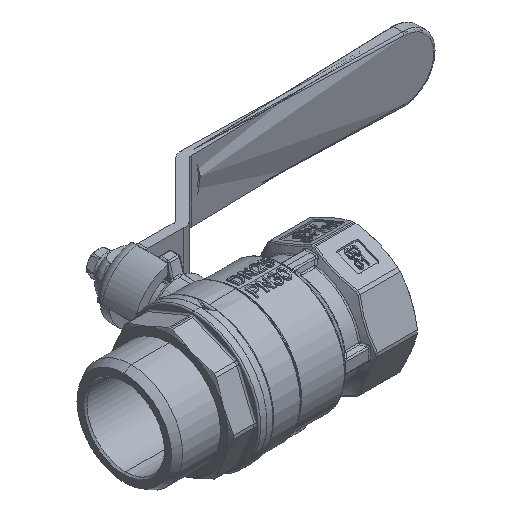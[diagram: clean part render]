
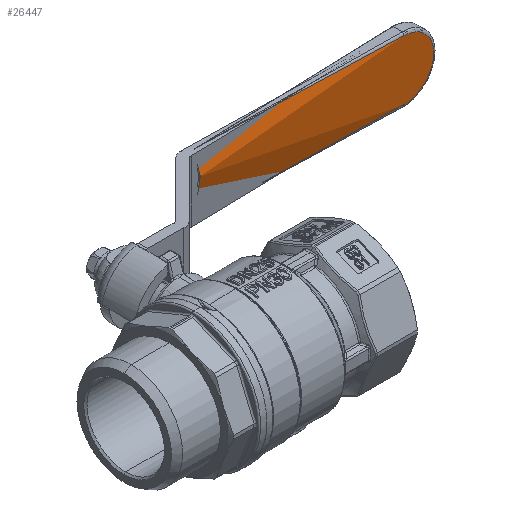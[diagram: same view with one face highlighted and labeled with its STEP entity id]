
A CAD part, isometric view. The second image highlights one B-rep face of the part: STEP entity #26447.
In plain terms, the highlighted planar face has unit normal (0, -1, 0).
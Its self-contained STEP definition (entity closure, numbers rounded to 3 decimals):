
#841 = B_SPLINE_CURVE_WITH_KNOTS ( 'NONE', 3,
 ( #9312, #36936, #19989, #44164, #37374, #16720, #43572, #2168, #26377, #5679, #29867, #9914, #6726, #17010, #24242, #13392, #40814, #30597, #31196, #6575, #3377, #30894, #34062, #27262, #20601, #17309, #20443, #27566, #10062, #6878, #30745, #3060, #17164, #37518 ),
 .UNSPECIFIED., .F., .F.,
 ( 4, 2, 2, 2, 2, 2, 2, 2, 2, 2, 2, 2, 2, 2, 2, 2, 4 ),
 ( 0., 0.063, 0.125, 0.188, 0.25, 0.313, 0.375, 0.438, 0.5, 0.563, 0.625, 0.688, 0.75, 0.813, 0.875, 0.938, 1. ),
 .UNSPECIFIED. ) ;
#2168 = CARTESIAN_POINT ( 'NONE',  ( 108.878, 54.8, -7.659 ) ) ;
#2251 = EDGE_CURVE ( 'NONE', #30652, #34554, #12819, .T. ) ;
#3060 = CARTESIAN_POINT ( 'NONE',  ( 104.259, 54.8, 9.572 ) ) ;
#3377 = CARTESIAN_POINT ( 'NONE',  ( 112.143, 54.8, 3.103 ) ) ;
#4017 = ORIENTED_EDGE ( 'NONE', *, *, #43831, .T. ) ;
#4682 = CARTESIAN_POINT ( 'NONE',  ( 103., 54.8, -9.634 ) ) ;
#5521 = VERTEX_POINT ( 'NONE', #41073 ) ;
#5679 = CARTESIAN_POINT ( 'NONE',  ( 110.259, 54.8, -6.365 ) ) ;
#6575 = CARTESIAN_POINT ( 'NONE',  ( 112.326, 54.8, 2.5 ) ) ;
#6726 = CARTESIAN_POINT ( 'NONE',  ( 111.659, 54.8, -4.271 ) ) ;
#6878 = CARTESIAN_POINT ( 'NONE',  ( 106.103, 54.8, 9.143 ) ) ;
#9312 = CARTESIAN_POINT ( 'NONE',  ( 103., 54.8, -9.634 ) ) ;
#9914 = CARTESIAN_POINT ( 'NONE',  ( 111.362, 54.8, -4.827 ) ) ;
#10062 = CARTESIAN_POINT ( 'NONE',  ( 107.271, 54.8, 8.659 ) ) ;
#11663 = CARTESIAN_POINT ( 'NONE',  ( 81.111, 54.8, -9.634 ) ) ;
#12819 = B_SPLINE_CURVE_WITH_KNOTS ( 'NONE', 3,
 ( #42425, #35506, #11663, #4682 ),
 .UNSPECIFIED., .F., .F.,
 ( 4, 4 ),
 ( 0., 1. ),
 .UNSPECIFIED. ) ;
#13392 = CARTESIAN_POINT ( 'NONE',  ( 112.572, 54.8, -1.259 ) ) ;
#14915 = CARTESIAN_POINT ( 'NONE',  ( 37.334, 54.8, 9.634 ) ) ;
#15229 = CARTESIAN_POINT ( 'NONE',  ( 103., 54.8, -9.634 ) ) ;
#15535 = PLANE ( 'NONE',  #15915 ) ;
#15915 = AXIS2_PLACEMENT_3D ( 'NONE', #43115, #22288, #29558 ) ;
#16208 = FACE_OUTER_BOUND ( 'NONE', #42359, .T. ) ;
#16720 = CARTESIAN_POINT ( 'NONE',  ( 107.271, 54.8, -8.659 ) ) ;
#17010 = CARTESIAN_POINT ( 'NONE',  ( 112.143, 54.8, -3.103 ) ) ;
#17164 = CARTESIAN_POINT ( 'NONE',  ( 103.633, 54.8, 9.634 ) ) ;
#17309 = CARTESIAN_POINT ( 'NONE',  ( 109.365, 54.8, 7.259 ) ) ;
#19165 = EDGE_CURVE ( 'NONE', #21141, #30652, #38380, .T. ) ;
#19989 = CARTESIAN_POINT ( 'NONE',  ( 104.259, 54.8, -9.572 ) ) ;
#20443 = CARTESIAN_POINT ( 'NONE',  ( 108.878, 54.8, 7.659 ) ) ;
#20601 = CARTESIAN_POINT ( 'NONE',  ( 110.259, 54.8, 6.365 ) ) ;
#21141 = VERTEX_POINT ( 'NONE', #40352 ) ;
#21374 = CARTESIAN_POINT ( 'NONE',  ( 59.222, 54.8, 9.634 ) ) ;
#22288 = DIRECTION ( 'NONE',  ( 0., -1., 0. ) ) ;
#24242 = CARTESIAN_POINT ( 'NONE',  ( 112.325, 54.8, -2.5 ) ) ;
#26377 = CARTESIAN_POINT ( 'NONE',  ( 109.365, 54.8, -7.259 ) ) ;
#26447 = ADVANCED_FACE ( 'NONE', ( #16208 ), #15535, .T. ) ;
#26983 = CARTESIAN_POINT ( 'NONE',  ( 37.334, 56.8, -9.894 ) ) ;
#27262 = CARTESIAN_POINT ( 'NONE',  ( 110.659, 54.8, 5.878 ) ) ;
#27566 = CARTESIAN_POINT ( 'NONE',  ( 107.827, 54.8, 8.362 ) ) ;
#29558 = DIRECTION ( 'NONE',  ( 0., 0., -1. ) ) ;
#29867 = CARTESIAN_POINT ( 'NONE',  ( 110.659, 54.8, -5.878 ) ) ;
#30032 = EDGE_CURVE ( 'NONE', #5521, #21141, #41630, .T. ) ;
#30353 = CARTESIAN_POINT ( 'NONE',  ( 37.334, 54.8, -3.211 ) ) ;
#30597 = CARTESIAN_POINT ( 'NONE',  ( 112.634, 54.8, 0.632 ) ) ;
#30652 = VERTEX_POINT ( 'NONE', #26983 ) ;
#30745 = CARTESIAN_POINT ( 'NONE',  ( 105.5, 54.8, 9.325 ) ) ;
#30894 = CARTESIAN_POINT ( 'NONE',  ( 111.659, 54.8, 4.271 ) ) ;
#31196 = CARTESIAN_POINT ( 'NONE',  ( 112.572, 54.8, 1.259 ) ) ;
#33975 = CARTESIAN_POINT ( 'NONE',  ( 37.334, 54.8, 9.634 ) ) ;
#34062 = CARTESIAN_POINT ( 'NONE',  ( 111.362, 54.8, 4.827 ) ) ;
#34554 = VERTEX_POINT ( 'NONE', #15229 ) ;
#35506 = CARTESIAN_POINT ( 'NONE',  ( 59.222, 54.8, -9.634 ) ) ;
#35573 = CARTESIAN_POINT ( 'NONE',  ( 81.111, 54.8, 9.634 ) ) ;
#36936 = CARTESIAN_POINT ( 'NONE',  ( 103.632, 54.8, -9.634 ) ) ;
#37374 = CARTESIAN_POINT ( 'NONE',  ( 106.103, 54.8, -9.143 ) ) ;
#37518 = CARTESIAN_POINT ( 'NONE',  ( 103., 54.8, 9.634 ) ) ;
#38380 = B_SPLINE_CURVE_WITH_KNOTS ( 'NONE', 3,
 ( #33975, #44065, #30353, #43923 ),
 .UNSPECIFIED., .F., .F.,
 ( 4, 4 ),
 ( 0., 1. ),
 .UNSPECIFIED. ) ;
#38726 = CARTESIAN_POINT ( 'NONE',  ( 103., 54.8, 9.634 ) ) ;
#40352 = CARTESIAN_POINT ( 'NONE',  ( 37.334, 56.8, 9.894 ) ) ;
#40814 = CARTESIAN_POINT ( 'NONE',  ( 112.634, 54.8, -0.632 ) ) ;
#41073 = CARTESIAN_POINT ( 'NONE',  ( 103., 54.8, 9.634 ) ) ;
#41630 = B_SPLINE_CURVE_WITH_KNOTS ( 'NONE', 3,
 ( #38726, #35573, #21374, #14915 ),
 .UNSPECIFIED., .F., .F.,
 ( 4, 4 ),
 ( 0., 1. ),
 .UNSPECIFIED. ) ;
#42359 = EDGE_LOOP ( 'NONE', ( #43198, #44614, #4017, #43519 ) ) ;
#42425 = CARTESIAN_POINT ( 'NONE',  ( 37.334, 54.8, -9.634 ) ) ;
#43115 = CARTESIAN_POINT ( 'NONE',  ( 103., 54.8, 0. ) ) ;
#43198 = ORIENTED_EDGE ( 'NONE', *, *, #19165, .T. ) ;
#43519 = ORIENTED_EDGE ( 'NONE', *, *, #30032, .T. ) ;
#43572 = CARTESIAN_POINT ( 'NONE',  ( 107.827, 54.8, -8.362 ) ) ;
#43831 = EDGE_CURVE ( 'NONE', #34554, #5521, #841, .T. ) ;
#43923 = CARTESIAN_POINT ( 'NONE',  ( 37.334, 54.8, -9.634 ) ) ;
#44065 = CARTESIAN_POINT ( 'NONE',  ( 37.334, 54.8, 3.211 ) ) ;
#44164 = CARTESIAN_POINT ( 'NONE',  ( 105.5, 54.8, -9.326 ) ) ;
#44614 = ORIENTED_EDGE ( 'NONE', *, *, #2251, .T. ) ;
